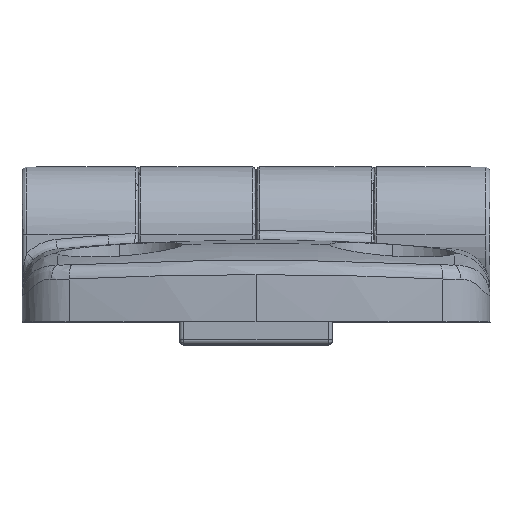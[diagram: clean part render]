
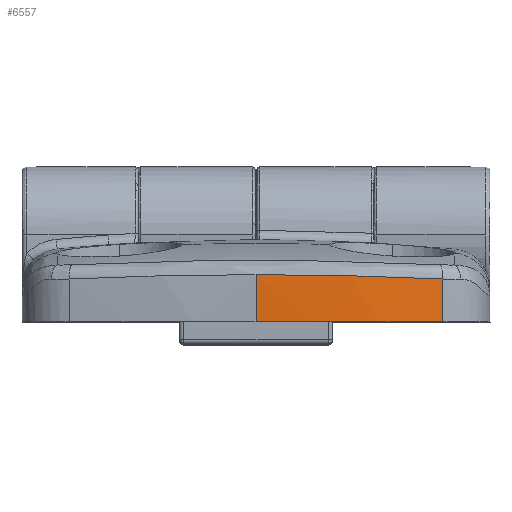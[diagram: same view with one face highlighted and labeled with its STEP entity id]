
A CAD part, top view. The second image highlights one B-rep face of the part: STEP entity #6557.
In plain terms, the highlighted cylindrical face has radius 100 mm (diameter 200 mm), a partial arc.
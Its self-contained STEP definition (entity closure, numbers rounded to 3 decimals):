
#377 = ORIENTED_EDGE ( 'NONE', *, *, #2950, .F. ) ;
#426 = ORIENTED_EDGE ( 'NONE', *, *, #9921, .T. ) ;
#796 = DIRECTION ( 'NONE',  ( 0., 0., -1. ) ) ;
#911 = CARTESIAN_POINT ( 'NONE',  ( -19.149, 8.5, -27.649 ) ) ;
#1002 = CARTESIAN_POINT ( 'NONE',  ( -9.953, 4.726, -29.004 ) ) ;
#1054 = CARTESIAN_POINT ( 'NONE',  ( -19.149, 4.401, -27.65 ) ) ;
#2301 = CARTESIAN_POINT ( 'NONE',  ( -16.047, 4.54, -28.217 ) ) ;
#2347 = VECTOR ( 'NONE', #10972, 1000. ) ;
#2383 = EDGE_CURVE ( 'NONE', #3377, #6493, #12489, .T. ) ;
#2832 = FACE_OUTER_BOUND ( 'NONE', #14342, .T. ) ;
#2950 = EDGE_CURVE ( 'NONE', #13166, #6493, #11343, .T. ) ;
#3163 = DIRECTION ( 'NONE',  ( 0., -1., 0. ) ) ;
#3377 = VERTEX_POINT ( 'NONE', #6547 ) ;
#4767 = CARTESIAN_POINT ( 'NONE',  ( -11.029, 4.7, -28.891 ) ) ;
#4877 = VECTOR ( 'NONE', #7030, 1000. ) ;
#5796 = CARTESIAN_POINT ( 'NONE',  ( 0., 0., 70.5 ) ) ;
#5913 = AXIS2_PLACEMENT_3D ( 'NONE', #6671, #10378, #10214 ) ;
#6065 = CARTESIAN_POINT ( 'NONE',  ( 0., 8.5, -29.5 ) ) ;
#6493 = VERTEX_POINT ( 'NONE', #8994 ) ;
#6547 = CARTESIAN_POINT ( 'NONE',  ( 0., 4.84, -29.5 ) ) ;
#6557 = ADVANCED_FACE ( 'NONE', ( #2832 ), #15817, .T. ) ;
#6671 = CARTESIAN_POINT ( 'NONE',  ( 0., 8.5, 70.5 ) ) ;
#7030 = DIRECTION ( 'NONE',  ( 0., 1., 0. ) ) ;
#7116 = CARTESIAN_POINT ( 'NONE',  ( -9.642, 4.733, -29.034 ) ) ;
#7283 = CARTESIAN_POINT ( 'NONE',  ( -9.799, 4.73, -29.019 ) ) ;
#7338 = CARTESIAN_POINT ( 'NONE',  ( 0., 4.84, -29.5 ) ) ;
#7787 = AXIS2_PLACEMENT_3D ( 'NONE', #5796, #3163, #796 ) ;
#8175 = B_SPLINE_CURVE_WITH_KNOTS ( 'NONE', 3,
 ( #1054, #13356, #2301, #14623, #10874, #12134, #4767, #13246, #1002, #7283, #15813, #7116, #12032, #8525, #7338 ),
 .UNSPECIFIED., .F., .F.,
 ( 4, 2, 2, 1, 1, 1, 2, 2, 4 ),
 ( 0., 0.25, 0.375, 0.437, 0.469, 0.484, 0.492, 0.5, 1. ),
 .UNSPECIFIED. ) ;
#8525 = CARTESIAN_POINT ( 'NONE',  ( -3.237, 4.84, -29.5 ) ) ;
#8994 = CARTESIAN_POINT ( 'NONE',  ( 0., 0., -29.5 ) ) ;
#9274 = EDGE_CURVE ( 'NONE', #13166, #13676, #11934, .T. ) ;
#9921 = EDGE_CURVE ( 'NONE', #13676, #3377, #8175, .T. ) ;
#10214 = DIRECTION ( 'NONE',  ( 0., 0., -1. ) ) ;
#10378 = DIRECTION ( 'NONE',  ( 0., -1., 0. ) ) ;
#10874 = CARTESIAN_POINT ( 'NONE',  ( -12.854, 4.649, -28.674 ) ) ;
#10972 = DIRECTION ( 'NONE',  ( 0., -1., 0. ) ) ;
#11343 = CIRCLE ( 'NONE', #7787, 100. ) ;
#11692 = CARTESIAN_POINT ( 'NONE',  ( -19.149, 0., -27.649 ) ) ;
#11934 = LINE ( 'NONE', #911, #4877 ) ;
#12004 = ORIENTED_EDGE ( 'NONE', *, *, #2383, .T. ) ;
#12032 = CARTESIAN_POINT ( 'NONE',  ( -6.439, 4.805, -29.343 ) ) ;
#12134 = CARTESIAN_POINT ( 'NONE',  ( -11.639, 4.684, -28.821 ) ) ;
#12489 = LINE ( 'NONE', #6065, #2347 ) ;
#13166 = VERTEX_POINT ( 'NONE', #11692 ) ;
#13246 = CARTESIAN_POINT ( 'NONE',  ( -10.312, 4.718, -28.967 ) ) ;
#13356 = CARTESIAN_POINT ( 'NONE',  ( -17.613, 4.475, -27.949 ) ) ;
#13676 = VERTEX_POINT ( 'NONE', #15176 ) ;
#14342 = EDGE_LOOP ( 'NONE', ( #426, #12004, #377, #14617 ) ) ;
#14617 = ORIENTED_EDGE ( 'NONE', *, *, #9274, .T. ) ;
#14623 = CARTESIAN_POINT ( 'NONE',  ( -13.658, 4.624, -28.566 ) ) ;
#15176 = CARTESIAN_POINT ( 'NONE',  ( -19.149, 4.401, -27.65 ) ) ;
#15813 = CARTESIAN_POINT ( 'NONE',  ( -9.696, 4.732, -29.029 ) ) ;
#15817 = CYLINDRICAL_SURFACE ( 'NONE', #5913, 100. ) ;
